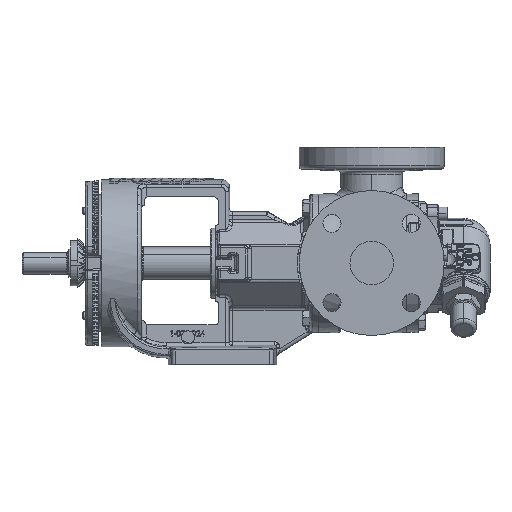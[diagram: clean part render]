
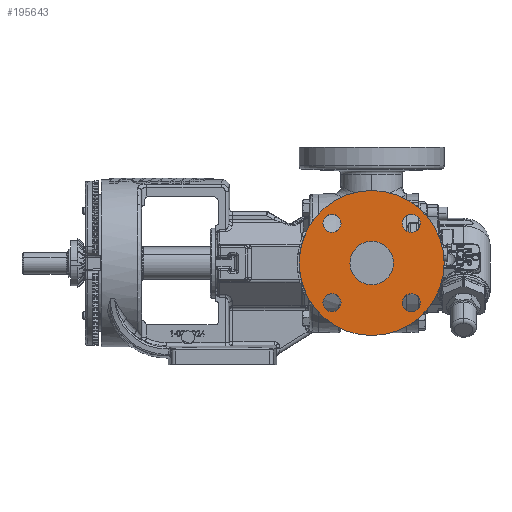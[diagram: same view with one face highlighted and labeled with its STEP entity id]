
A CAD part, top view. The second image highlights one B-rep face of the part: STEP entity #195643.
In plain terms, the highlighted planar face has unit normal (0, 0, 1).
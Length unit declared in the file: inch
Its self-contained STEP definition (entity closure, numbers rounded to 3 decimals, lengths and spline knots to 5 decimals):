
#826 = DIRECTION ( 'NONE',  ( 1., 0., 0. ) ) ;
#1979 = EDGE_LOOP ( 'NONE', ( #51230, #95304 ) ) ;
#2615 = AXIS2_PLACEMENT_3D ( 'NONE', #186544, #93742, #826 ) ;
#5477 = AXIS2_PLACEMENT_3D ( 'NONE', #143825, #50851, #159530 ) ;
#7352 = DIRECTION ( 'NONE',  ( 1., 0., 0. ) ) ;
#7385 = FACE_BOUND ( 'NONE', #26385, .T. ) ;
#8986 = DIRECTION ( 'NONE',  ( -1., 0., 0. ) ) ;
#10942 = AXIS2_PLACEMENT_3D ( 'NONE', #59348, #168013, #74947 ) ;
#13164 = EDGE_CURVE ( 'NONE', #137238, #66211, #198846, .T. ) ;
#14715 = VERTEX_POINT ( 'NONE', #191320 ) ;
#21221 = CARTESIAN_POINT ( 'NONE',  ( 4.335, 0., 4. ) ) ;
#21771 = CARTESIAN_POINT ( 'NONE',  ( 0.77748, -1.37002, 4. ) ) ;
#22639 = EDGE_CURVE ( 'NONE', #66211, #137238, #164003, .T. ) ;
#25099 = CARTESIAN_POINT ( 'NONE',  ( 1.835, 0., 4. ) ) ;
#26385 = EDGE_LOOP ( 'NONE', ( #30018, #83533 ) ) ;
#26484 = AXIS2_PLACEMENT_3D ( 'NONE', #171332, #78319, #186762 ) ;
#30018 = ORIENTED_EDGE ( 'NONE', *, *, #22639, .F. ) ;
#31899 = CARTESIAN_POINT ( 'NONE',  ( 1.835, 0.75, 4. ) ) ;
#40720 = DIRECTION ( 'NONE',  ( -1., 0., 0. ) ) ;
#41438 = EDGE_CURVE ( 'NONE', #14715, #142700, #103550, .T. ) ;
#43199 = EDGE_CURVE ( 'NONE', #75664, #59402, #181475, .T. ) ;
#43772 = FACE_OUTER_BOUND ( 'NONE', #137793, .T. ) ;
#46299 = DIRECTION ( 'NONE',  ( 0., 0., 1. ) ) ;
#48646 = FACE_BOUND ( 'NONE', #1979, .T. ) ;
#48659 = VERTEX_POINT ( 'NONE', #31899 ) ;
#50851 = DIRECTION ( 'NONE',  ( 0., 0., 1. ) ) ;
#51230 = ORIENTED_EDGE ( 'NONE', *, *, #109465, .F. ) ;
#54909 = EDGE_CURVE ( 'NONE', #76032, #199412, #66127, .T. ) ;
#57414 = EDGE_CURVE ( 'NONE', #199412, #76032, #59494, .T. ) ;
#59348 = CARTESIAN_POINT ( 'NONE',  ( 0.46498, 1.37002, 4. ) ) ;
#59402 = VERTEX_POINT ( 'NONE', #21771 ) ;
#59494 = CIRCLE ( 'NONE', #97515, 0.3125 ) ;
#61660 = CARTESIAN_POINT ( 'NONE',  ( 1.835, 0., 4. ) ) ;
#62524 = CARTESIAN_POINT ( 'NONE',  ( 3.20502, -1.37002, 4. ) ) ;
#65127 = EDGE_CURVE ( 'NONE', #201123, #48659, #160924, .T. ) ;
#66127 = CIRCLE ( 'NONE', #112723, 0.3125 ) ;
#66211 = VERTEX_POINT ( 'NONE', #129348 ) ;
#66546 = DIRECTION ( 'NONE',  ( 0., 0., 1. ) ) ;
#68116 = CARTESIAN_POINT ( 'NONE',  ( 0.15248, -1.37002, 4. ) ) ;
#69654 = CARTESIAN_POINT ( 'NONE',  ( 2.89252, 1.37002, 4. ) ) ;
#74834 = CARTESIAN_POINT ( 'NONE',  ( 1.835, 0., 4. ) ) ;
#74890 = EDGE_LOOP ( 'NONE', ( #93964, #161591 ) ) ;
#74947 = DIRECTION ( 'NONE',  ( 1., 0., 0. ) ) ;
#75664 = VERTEX_POINT ( 'NONE', #68116 ) ;
#75798 = AXIS2_PLACEMENT_3D ( 'NONE', #139234, #46299, #154955 ) ;
#76032 = VERTEX_POINT ( 'NONE', #156407 ) ;
#76076 = ORIENTED_EDGE ( 'NONE', *, *, #115398, .F. ) ;
#76421 = CARTESIAN_POINT ( 'NONE',  ( 1.835, 0., 4. ) ) ;
#77227 = DIRECTION ( 'NONE',  ( -1., 0., 0. ) ) ;
#78021 = AXIS2_PLACEMENT_3D ( 'NONE', #61660, #170315, #77227 ) ;
#78160 = DIRECTION ( 'NONE',  ( 1., 0., 0. ) ) ;
#78319 = DIRECTION ( 'NONE',  ( 0., 0., 1. ) ) ;
#82034 = ORIENTED_EDGE ( 'NONE', *, *, #57414, .F. ) ;
#83533 = ORIENTED_EDGE ( 'NONE', *, *, #13164, .F. ) ;
#84996 = FACE_BOUND ( 'NONE', #74890, .T. ) ;
#89910 = FACE_BOUND ( 'NONE', #164940, .T. ) ;
#90494 = DIRECTION ( 'NONE',  ( -1., 0., 0. ) ) ;
#92090 = DIRECTION ( 'NONE',  ( -1., 0., 0. ) ) ;
#92264 = CARTESIAN_POINT ( 'NONE',  ( 1.835, -0.75, 4. ) ) ;
#92532 = AXIS2_PLACEMENT_3D ( 'NONE', #194762, #101907, #8986 ) ;
#93742 = DIRECTION ( 'NONE',  ( 0., 0., 1. ) ) ;
#93964 = ORIENTED_EDGE ( 'NONE', *, *, #41438, .F. ) ;
#95304 = ORIENTED_EDGE ( 'NONE', *, *, #65127, .F. ) ;
#97515 = AXIS2_PLACEMENT_3D ( 'NONE', #62524, #171187, #78160 ) ;
#100303 = DIRECTION ( 'NONE',  ( 0., 0., 1. ) ) ;
#100845 = EDGE_CURVE ( 'NONE', #197798, #171893, #122241, .T. ) ;
#101037 = EDGE_CURVE ( 'NONE', #171893, #197798, #129500, .T. ) ;
#101907 = DIRECTION ( 'NONE',  ( 0., 0., -1. ) ) ;
#103550 = CIRCLE ( 'NONE', #5477, 0.3125 ) ;
#107550 = CIRCLE ( 'NONE', #2615, 0.3125 ) ;
#109465 = EDGE_CURVE ( 'NONE', #48659, #201123, #152833, .T. ) ;
#112347 = CARTESIAN_POINT ( 'NONE',  ( -0.665, 0., 4. ) ) ;
#112723 = AXIS2_PLACEMENT_3D ( 'NONE', #193163, #100303, #7352 ) ;
#115398 = EDGE_CURVE ( 'NONE', #59402, #75664, #107550, .T. ) ;
#116809 = PLANE ( 'NONE',  #92532 ) ;
#122241 = CIRCLE ( 'NONE', #185832, 2.5 ) ;
#122381 = ORIENTED_EDGE ( 'NONE', *, *, #101037, .F. ) ;
#126483 = ORIENTED_EDGE ( 'NONE', *, *, #100845, .F. ) ;
#128801 = AXIS2_PLACEMENT_3D ( 'NONE', #74834, #183390, #90494 ) ;
#129348 = CARTESIAN_POINT ( 'NONE',  ( 3.51752, 1.37002, 4. ) ) ;
#129500 = CIRCLE ( 'NONE', #78021, 2.5 ) ;
#133679 = DIRECTION ( 'NONE',  ( 0., 0., -1. ) ) ;
#137238 = VERTEX_POINT ( 'NONE', #69654 ) ;
#137793 = EDGE_LOOP ( 'NONE', ( #126483, #122381 ) ) ;
#139234 = CARTESIAN_POINT ( 'NONE',  ( 3.20502, 1.37002, 4. ) ) ;
#142700 = VERTEX_POINT ( 'NONE', #193637 ) ;
#143825 = CARTESIAN_POINT ( 'NONE',  ( 0.46498, 1.37002, 4. ) ) ;
#147465 = EDGE_CURVE ( 'NONE', #142700, #14715, #200855, .T. ) ;
#152833 = CIRCLE ( 'NONE', #128801, 0.75 ) ;
#154955 = DIRECTION ( 'NONE',  ( 1., 0., 0. ) ) ;
#156407 = CARTESIAN_POINT ( 'NONE',  ( 2.89252, -1.37002, 4. ) ) ;
#159530 = DIRECTION ( 'NONE',  ( 1., 0., 0. ) ) ;
#159646 = CARTESIAN_POINT ( 'NONE',  ( 3.20502, 1.37002, 4. ) ) ;
#160924 = CIRCLE ( 'NONE', #174246, 0.75 ) ;
#161591 = ORIENTED_EDGE ( 'NONE', *, *, #147465, .F. ) ;
#164003 = CIRCLE ( 'NONE', #197014, 0.3125 ) ;
#164754 = EDGE_LOOP ( 'NONE', ( #76076, #194579 ) ) ;
#164940 = EDGE_LOOP ( 'NONE', ( #82034, #195221 ) ) ;
#167662 = FACE_BOUND ( 'NONE', #164754, .T. ) ;
#168013 = DIRECTION ( 'NONE',  ( 0., 0., 1. ) ) ;
#170315 = DIRECTION ( 'NONE',  ( 0., 0., -1. ) ) ;
#171187 = DIRECTION ( 'NONE',  ( 0., 0., 1. ) ) ;
#171332 = CARTESIAN_POINT ( 'NONE',  ( 0.46498, -1.37002, 4. ) ) ;
#171893 = VERTEX_POINT ( 'NONE', #21221 ) ;
#174246 = AXIS2_PLACEMENT_3D ( 'NONE', #76421, #184952, #92090 ) ;
#175143 = DIRECTION ( 'NONE',  ( 1., 0., 0. ) ) ;
#176759 = CARTESIAN_POINT ( 'NONE',  ( 3.51752, -1.37002, 4. ) ) ;
#181475 = CIRCLE ( 'NONE', #26484, 0.3125 ) ;
#183390 = DIRECTION ( 'NONE',  ( 0., 0., 1. ) ) ;
#184952 = DIRECTION ( 'NONE',  ( 0., 0., 1. ) ) ;
#185832 = AXIS2_PLACEMENT_3D ( 'NONE', #25099, #133679, #40720 ) ;
#186544 = CARTESIAN_POINT ( 'NONE',  ( 0.46498, -1.37002, 4. ) ) ;
#186762 = DIRECTION ( 'NONE',  ( 1., 0., 0. ) ) ;
#191320 = CARTESIAN_POINT ( 'NONE',  ( 0.77748, 1.37002, 4. ) ) ;
#193163 = CARTESIAN_POINT ( 'NONE',  ( 3.20502, -1.37002, 4. ) ) ;
#193637 = CARTESIAN_POINT ( 'NONE',  ( 0.15248, 1.37002, 4. ) ) ;
#194579 = ORIENTED_EDGE ( 'NONE', *, *, #43199, .F. ) ;
#194762 = CARTESIAN_POINT ( 'NONE',  ( -0.725, 4., 4. ) ) ;
#195221 = ORIENTED_EDGE ( 'NONE', *, *, #54909, .F. ) ;
#195643 = ADVANCED_FACE ( 'NONE', ( #48646, #84996, #7385, #89910, #167662, #43772 ), #116809, .F. ) ;
#197014 = AXIS2_PLACEMENT_3D ( 'NONE', #159646, #66546, #175143 ) ;
#197798 = VERTEX_POINT ( 'NONE', #112347 ) ;
#198846 = CIRCLE ( 'NONE', #75798, 0.3125 ) ;
#199412 = VERTEX_POINT ( 'NONE', #176759 ) ;
#200855 = CIRCLE ( 'NONE', #10942, 0.3125 ) ;
#201123 = VERTEX_POINT ( 'NONE', #92264 ) ;
